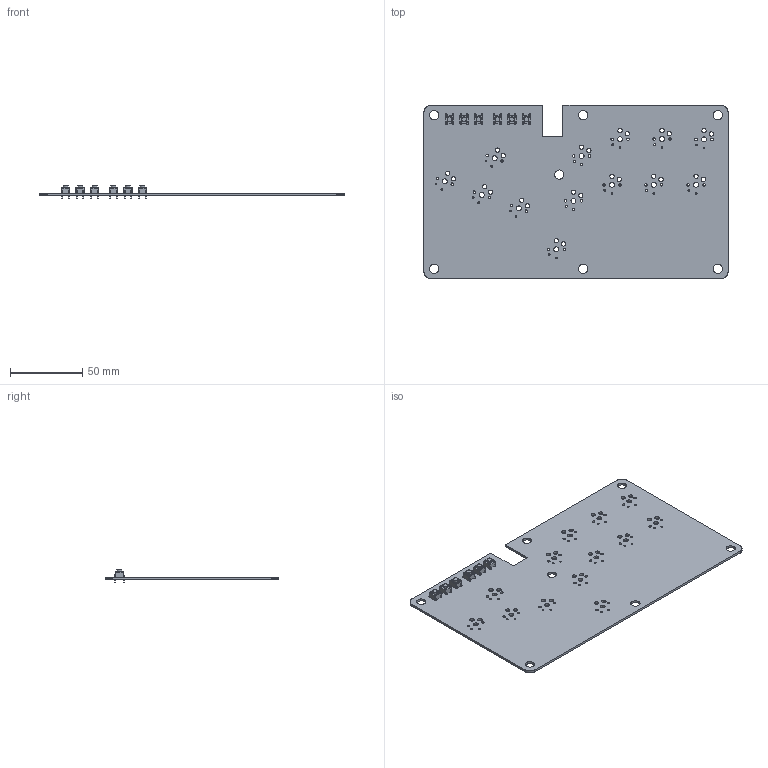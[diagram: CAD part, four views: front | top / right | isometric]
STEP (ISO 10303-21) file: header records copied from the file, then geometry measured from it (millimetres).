
FILE_DESCRIPTION(('KiCad electronic assembly'),'2;1');
FILE_NAME('Flatbox-rev5.step','2023-07-29T21:45:09',('Pcbnew'),('Kicad') ,'Open CASCADE STEP processor 7.6','KiCad to STEP converter','Unknown' );
FILE_SCHEMA(('AUTOMOTIVE_DESIGN { 1 0 10303 214 1 1 1 1 }'));
Length unit declared in the file: millimetre
Products named in the file (4): Flatbox-rev5 1; SW_PUSH_6mm_H5mm; SOLID; PCB
Assembly tree (8 placements, depth 3):
  Flatbox-rev5 1
    SW_PUSH_6mm_H5mm  x6
      SOLID
    PCB
Bounding box: 210 x 120 x 8.5 mm (x, y, z)
Volume: 39664.6 mm3; surface area: 52205.6 mm2
Topology: 7 solids, 7 shells, 834 faces, 2268 edges, 1478 vertices
Faces by surface type: plane 460, cylinder 368, torus 6
Full cylindrical faces by diameter (mm): 1 x24, 1.1 x24, 1.27 x26, 1.702 x26, 3 x26, 3.429 x13, 3.5 x6, 6.4 x7
Entity records: 23850 total; most frequent: CARTESIAN_POINT 5248, DIRECTION 3329, LINE 2006, VECTOR 2006, ORIENTED_EDGE 1766, PCURVE 1766, DEFINITIONAL_REPRESENTATION 1766, EDGE_CURVE 883
